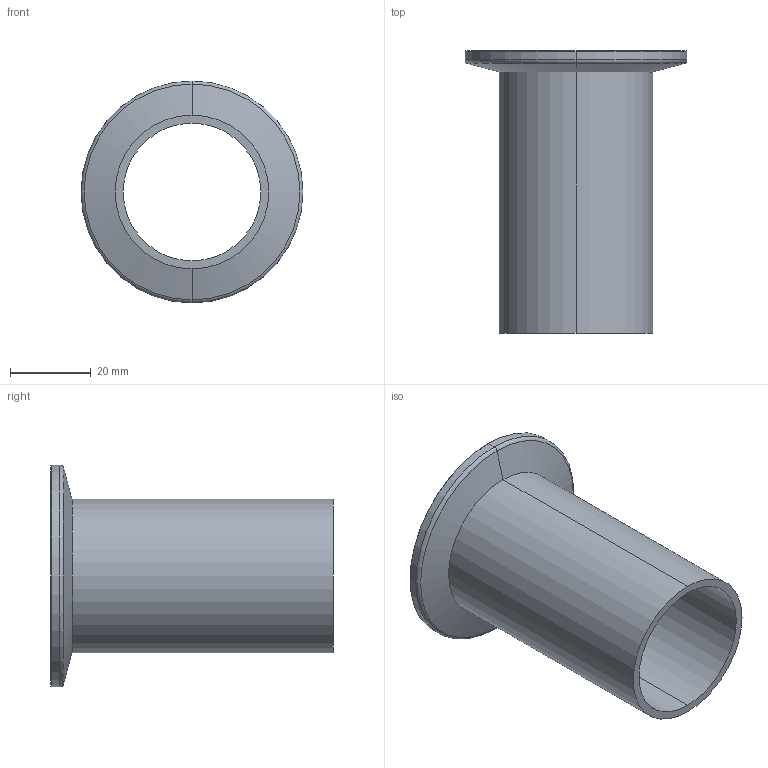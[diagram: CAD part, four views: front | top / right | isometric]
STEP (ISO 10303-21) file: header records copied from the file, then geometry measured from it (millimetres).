
FILE_DESCRIPTION (( 'STEP AP214' ), '1' );
FILE_NAME ('Hositrad_KF40-38-70.STEP', '2024-11-18T15:26:11', ( '' ), ( '' ), 'SwSTEP 2.0', 'SolidWorks 2022', '' );
FILE_SCHEMA (( 'AUTOMOTIVE_DESIGN' ));
Length unit declared in the file: millimetre
Products named in the file (1): Hositrad_KF40-38-70
Bounding box: 55 x 70 x 55 mm (x, y, z)
Volume: 19807.8 mm3; surface area: 18716.3 mm2
Topology: 1 solids, 1 shells, 19 faces, 38 edges, 22 vertices
Faces by surface type: cylinder 8, cone 6, plane 3, torus 2
Entity records: 534 total; most frequent: DIRECTION 102, CARTESIAN_POINT 80, ORIENTED_EDGE 76, AXIS2_PLACEMENT_3D 44, EDGE_CURVE 38, CIRCLE 24, EDGE_LOOP 22, VERTEX_POINT 22
